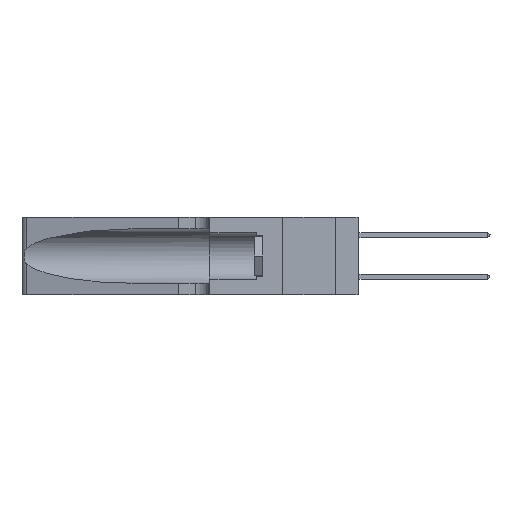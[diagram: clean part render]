
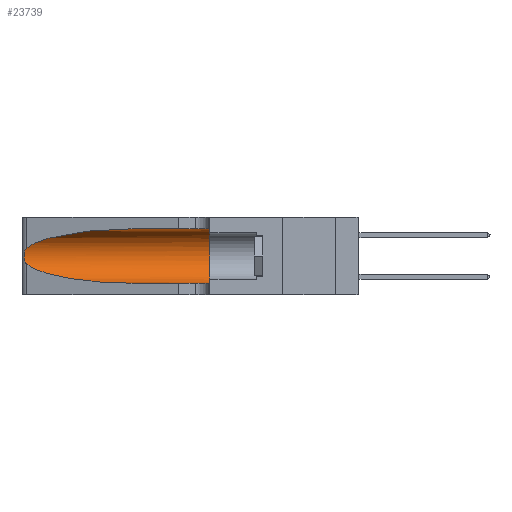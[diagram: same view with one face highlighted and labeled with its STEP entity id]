
A CAD part, left-side view. The second image highlights one B-rep face of the part: STEP entity #23739.
In plain terms, the highlighted cylindrical face has radius 3.308 mm (diameter 6.617 mm), a partial arc.
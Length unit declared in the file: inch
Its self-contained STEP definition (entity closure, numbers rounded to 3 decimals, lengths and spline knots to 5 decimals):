
#661 = CARTESIAN_POINT ( 'NONE',  ( 0.25487, 1.22718, 0.14631 ) ) ;
#719 = EDGE_CURVE ( 'NONE', #15816, #23977, #15778, .T. ) ;
#823 = VECTOR ( 'NONE', #12565, 39.37008 ) ;
#1550 = CARTESIAN_POINT ( 'NONE',  ( 0.1305, 0.72297, 0.31525 ) ) ;
#1669 = CARTESIAN_POINT ( 'NONE',  ( 0.25854, 1.2359, 0.20912 ) ) ;
#1788 = ORIENTED_EDGE ( 'NONE', *, *, #5160, .F. ) ;
#2293 = CYLINDRICAL_SURFACE ( 'NONE', #21409, 0.13025 ) ;
#2298 = LINE ( 'NONE', #15800, #13707 ) ;
#2341 = ORIENTED_EDGE ( 'NONE', *, *, #20725, .T. ) ;
#2459 = CARTESIAN_POINT ( 'NONE',  ( 0.1305, 1.61858, 0.185 ) ) ;
#2737 = ORIENTED_EDGE ( 'NONE', *, *, #719, .T. ) ;
#2957 = LINE ( 'NONE', #8039, #823 ) ;
#3031 = EDGE_CURVE ( 'NONE', #22864, #27136, #2957, .T. ) ;
#3983 = CARTESIAN_POINT ( 'NONE',  ( 0.26075, 1.23896, 0.19203 ) ) ;
#4413 = CARTESIAN_POINT ( 'NONE',  ( 0.1305, 0.72297, 0.05475 ) ) ;
#4649 = CARTESIAN_POINT ( 'NONE',  ( 0.1305, 0.35, 0.05475 ) ) ;
#4790 = DIRECTION ( 'NONE',  ( 0., -1., 0. ) ) ;
#5160 = EDGE_CURVE ( 'NONE', #26330, #27136, #9644, .T. ) ;
#5508 = CARTESIAN_POINT ( 'NONE',  ( 0.25487, 1.22718, 0.22369 ) ) ;
#6227 = ORIENTED_EDGE ( 'NONE', *, *, #24932, .T. ) ;
#6308 = CARTESIAN_POINT ( 'NONE',  ( 0.26017, 1.23833, 0.17102 ) ) ;
#6494 = CARTESIAN_POINT ( 'NONE',  ( 0.1305, 0.35, 0.31525 ) ) ;
#8039 = CARTESIAN_POINT ( 'NONE',  ( 0.1305, 1.61858, 0.05475 ) ) ;
#8596 = CARTESIAN_POINT ( 'NONE',  ( 0.25789, 1.23486, 0.15765 ) ) ;
#9113 = FACE_OUTER_BOUND ( 'NONE', #21624, .T. ) ;
#9644 = CIRCLE ( 'NONE', #28517, 0.13025 ) ;
#10854 = CARTESIAN_POINT ( 'NONE',  ( 0.25555, 1.22993, 0.14849 ) ) ;
#12015 = CARTESIAN_POINT ( 'NONE',  ( 0.1305, 0.35, 0.185 ) ) ;
#12565 = DIRECTION ( 'NONE',  ( 0., -1., 0. ) ) ;
#13707 = VECTOR ( 'NONE', #29398, 39.37008 ) ;
#14268 = DIRECTION ( 'NONE',  ( 0., 0., 1. ) ) ;
#15311 = CARTESIAN_POINT ( 'NONE',  ( 0.25787, 1.23484, 0.2124 ) ) ;
#15778 =( BOUNDED_CURVE ( )  B_SPLINE_CURVE ( 3, ( #22636, #19160, #22930, #22349 ),
 .UNSPECIFIED., .F., .F. ) 
 B_SPLINE_CURVE_WITH_KNOTS ( ( 4, 4 ),
 ( 1.5708, 2.84003 ),
 .UNSPECIFIED. ) 
 CURVE ( )  GEOMETRIC_REPRESENTATION_ITEM ( )  RATIONAL_B_SPLINE_CURVE ( ( 1., 0.87, 0.87, 1. ) ) 
 REPRESENTATION_ITEM ( '' )  );
#15800 = CARTESIAN_POINT ( 'NONE',  ( 0.1305, 1.61858, 0.31525 ) ) ;
#15816 = VERTEX_POINT ( 'NONE', #1550 ) ;
#17477 = CARTESIAN_POINT ( 'NONE',  ( 0.25555, 1.22994, 0.2215 ) ) ;
#17578 = CARTESIAN_POINT ( 'NONE',  ( 0.26018, 1.23835, 0.19895 ) ) ;
#17988 = CARTESIAN_POINT ( 'NONE',  ( 0.18966, 0.96281, 0.05475 ) ) ;
#18115 = ORIENTED_EDGE ( 'NONE', *, *, #3031, .T. ) ;
#18269 = DIRECTION ( 'NONE',  ( 0., 0., -1. ) ) ;
#18374 = CARTESIAN_POINT ( 'NONE',  ( 0.1305, 0.72297, 0.05475 ) ) ;
#19160 = CARTESIAN_POINT ( 'NONE',  ( 0.18966, 0.96281, 0.31525 ) ) ;
#19797 =( BOUNDED_CURVE ( )  B_SPLINE_CURVE ( 3, ( #27032, #20223, #17988, #4413 ),
 .UNSPECIFIED., .F., .T. ) 
 B_SPLINE_CURVE_WITH_KNOTS ( ( 4, 4 ),
 ( 3.44316, 4.71239 ),
 .UNSPECIFIED. ) 
 CURVE ( )  GEOMETRIC_REPRESENTATION_ITEM ( )  RATIONAL_B_SPLINE_CURVE ( ( 1., 0.87, 0.87, 1. ) ) 
 REPRESENTATION_ITEM ( '' )  );
#19903 = CARTESIAN_POINT ( 'NONE',  ( 0.26075, 1.23896, 0.178 ) ) ;
#20223 = CARTESIAN_POINT ( 'NONE',  ( 0.2373, 1.15595, 0.08982 ) ) ;
#20243 = ORIENTED_EDGE ( 'NONE', *, *, #25510, .F. ) ;
#20725 = EDGE_CURVE ( 'NONE', #23977, #21667, #22002, .T. ) ;
#21409 = AXIS2_PLACEMENT_3D ( 'NONE', #2459, #4790, #18269 ) ;
#21624 = EDGE_LOOP ( 'NONE', ( #2737, #2341, #6227, #18115, #1788, #20243 ) ) ;
#21667 = VERTEX_POINT ( 'NONE', #661 ) ;
#22002 = B_SPLINE_CURVE_WITH_KNOTS ( 'NONE', 3,
 ( #22083, #17477, #28901, #15311, #1669, #17578, #3983, #19903, #6308, #22170, #8596, #24431, #10854, #26716 ),
 .UNSPECIFIED., .F., .F.,
 ( 4, 2, 2, 2, 2, 2, 4 ),
 ( 0., 0.00027, 0.00053, 0.00107, 0.0016, 0.00187, 0.00214 ),
 .UNSPECIFIED. ) ;
#22083 = CARTESIAN_POINT ( 'NONE',  ( 0.25487, 1.22718, 0.22369 ) ) ;
#22170 = CARTESIAN_POINT ( 'NONE',  ( 0.25856, 1.23593, 0.16098 ) ) ;
#22349 = CARTESIAN_POINT ( 'NONE',  ( 0.25487, 1.22718, 0.22369 ) ) ;
#22636 = CARTESIAN_POINT ( 'NONE',  ( 0.1305, 0.72297, 0.31525 ) ) ;
#22864 = VERTEX_POINT ( 'NONE', #18374 ) ;
#22930 = CARTESIAN_POINT ( 'NONE',  ( 0.2373, 1.15595, 0.28018 ) ) ;
#23739 = ADVANCED_FACE ( 'NONE', ( #9113 ), #2293, .F. ) ;
#23977 = VERTEX_POINT ( 'NONE', #5508 ) ;
#24431 = CARTESIAN_POINT ( 'NONE',  ( 0.25639, 1.23186, 0.15144 ) ) ;
#24932 = EDGE_CURVE ( 'NONE', #21667, #22864, #19797, .T. ) ;
#25510 = EDGE_CURVE ( 'NONE', #15816, #26330, #2298, .T. ) ;
#26330 = VERTEX_POINT ( 'NONE', #6494 ) ;
#26716 = CARTESIAN_POINT ( 'NONE',  ( 0.25487, 1.22718, 0.14631 ) ) ;
#27032 = CARTESIAN_POINT ( 'NONE',  ( 0.25487, 1.22718, 0.14631 ) ) ;
#27136 = VERTEX_POINT ( 'NONE', #4649 ) ;
#27877 = DIRECTION ( 'NONE',  ( 0., 1., 0. ) ) ;
#28517 = AXIS2_PLACEMENT_3D ( 'NONE', #12015, #27877, #14268 ) ;
#28901 = CARTESIAN_POINT ( 'NONE',  ( 0.25639, 1.23184, 0.21858 ) ) ;
#29398 = DIRECTION ( 'NONE',  ( 0., -1., 0. ) ) ;
